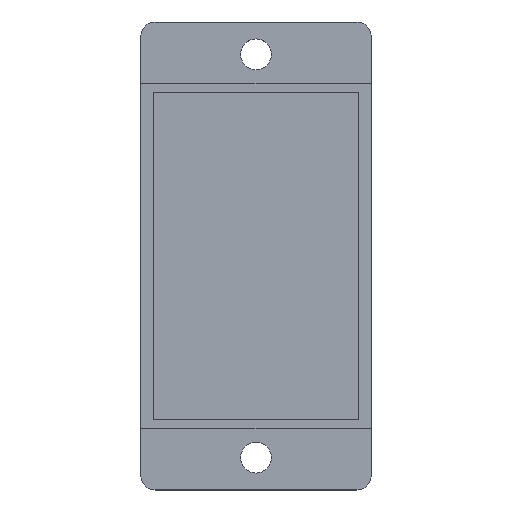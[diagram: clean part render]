
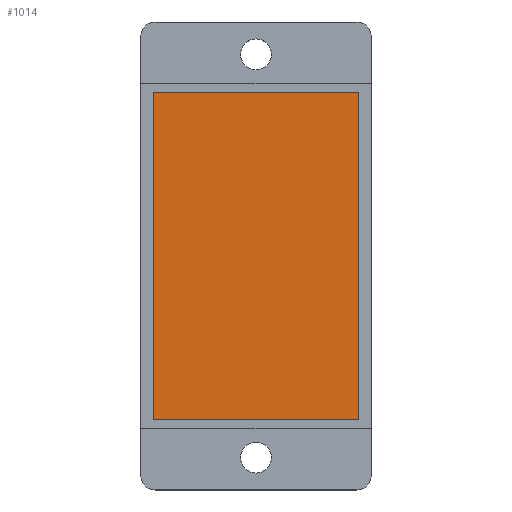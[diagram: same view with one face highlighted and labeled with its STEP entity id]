
A CAD part, top view. The second image highlights one B-rep face of the part: STEP entity #1014.
In plain terms, the highlighted planar face has unit normal (0, 0, 1).
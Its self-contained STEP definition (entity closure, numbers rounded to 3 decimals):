
#281=DIRECTION('',(0.,1.,0.));
#282=VECTOR('',#281,45.5);
#283=CARTESIAN_POINT('',(-14.25,-22.75,8.425));
#284=LINE('',#283,#282);
#285=DIRECTION('',(1.,0.,0.));
#286=VECTOR('',#285,28.5);
#287=CARTESIAN_POINT('',(-14.25,22.75,8.425));
#288=LINE('',#287,#286);
#289=DIRECTION('',(0.,-1.,0.));
#290=VECTOR('',#289,45.5);
#291=CARTESIAN_POINT('',(14.25,22.75,8.425));
#292=LINE('',#291,#290);
#293=DIRECTION('',(-1.,0.,0.));
#294=VECTOR('',#293,28.5);
#295=CARTESIAN_POINT('',(14.25,-22.75,8.425));
#296=LINE('',#295,#294);
#369=CARTESIAN_POINT('',(-14.25,22.75,8.425));
#370=VERTEX_POINT('',#369);
#371=CARTESIAN_POINT('',(-14.25,-22.75,8.425));
#372=VERTEX_POINT('',#371);
#373=CARTESIAN_POINT('',(14.25,22.75,8.425));
#374=VERTEX_POINT('',#373);
#375=CARTESIAN_POINT('',(14.25,-22.75,8.425));
#376=VERTEX_POINT('',#375);
#1003=CARTESIAN_POINT('',(0.,0.,8.425));
#1004=DIRECTION('',(0.,0.,1.));
#1005=DIRECTION('',(1.,0.,0.));
#1006=AXIS2_PLACEMENT_3D('',#1003,#1004,#1005);
#1007=PLANE('',#1006);
#1008=ORIENTED_EDGE('',*,*,#906,.T.);
#1009=ORIENTED_EDGE('',*,*,#933,.T.);
#1010=ORIENTED_EDGE('',*,*,#959,.T.);
#1011=ORIENTED_EDGE('',*,*,#984,.T.);
#1012=EDGE_LOOP('',(#1008,#1009,#1010,#1011));
#1013=FACE_OUTER_BOUND('',#1012,.F.);
#1014=ADVANCED_FACE('',(#1013),#1007,.T.);
#906=EDGE_CURVE('',#372,#370,#284,.T.);
#933=EDGE_CURVE('',#370,#374,#288,.T.);
#959=EDGE_CURVE('',#374,#376,#292,.T.);
#984=EDGE_CURVE('',#376,#372,#296,.T.);
